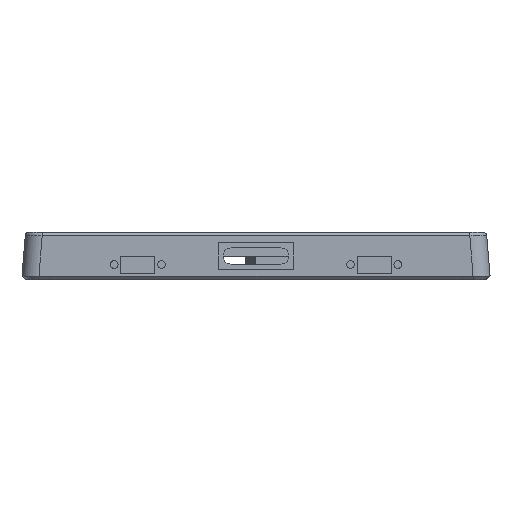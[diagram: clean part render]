
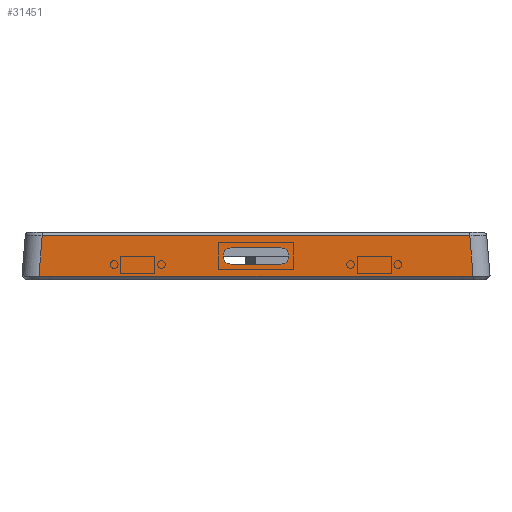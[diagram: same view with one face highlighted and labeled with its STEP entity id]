
A CAD part, left-side view. The second image highlights one B-rep face of the part: STEP entity #31451.
In plain terms, the highlighted planar face has unit normal (-1, 0, 0).
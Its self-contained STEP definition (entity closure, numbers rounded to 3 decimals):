
#335 = DIRECTION ( 'NONE',  ( 0., 1., 0. ) ) ;
#699 = CIRCLE ( 'NONE', #14405, 2.4 ) ;
#844 = AXIS2_PLACEMENT_3D ( 'NONE', #7342, #9419, #1945 ) ;
#1656 = AXIS2_PLACEMENT_3D ( 'NONE', #10365, #22434, #19751 ) ;
#1775 = VERTEX_POINT ( 'NONE', #18804 ) ;
#1945 = DIRECTION ( 'NONE',  ( 0., 1., 0. ) ) ;
#2307 = DIRECTION ( 'NONE',  ( 1., 0., 0. ) ) ;
#2454 = CARTESIAN_POINT ( 'NONE',  ( -5.38, 54.671, 1.5 ) ) ;
#2577 = LINE ( 'NONE', #4810, #20400 ) ;
#3080 = EDGE_CURVE ( 'NONE', #27107, #18915, #2577, .T. ) ;
#3452 = LINE ( 'NONE', #3603, #29961 ) ;
#3599 = VECTOR ( 'NONE', #4543, 1000. ) ;
#3603 = CARTESIAN_POINT ( 'NONE',  ( -5.38, 71.771, -0.9 ) ) ;
#3701 = ORIENTED_EDGE ( 'NONE', *, *, #23304, .F. ) ;
#3882 = EDGE_LOOP ( 'NONE', ( #20355, #28985, #9792, #12696 ) ) ;
#4241 = CARTESIAN_POINT ( 'NONE',  ( -5.38, 125.323, 7.5 ) ) ;
#4543 = DIRECTION ( 'NONE',  ( 0., 0.081, -0.997 ) ) ;
#4588 = VECTOR ( 'NONE', #14070, 1000. ) ;
#4752 = EDGE_CURVE ( 'NONE', #16674, #13044, #30087, .T. ) ;
#4778 = EDGE_CURVE ( 'NONE', #1775, #27107, #20065, .T. ) ;
#4810 = CARTESIAN_POINT ( 'NONE',  ( -5.38, 125.242, 7.5 ) ) ;
#5281 = CARTESIAN_POINT ( 'NONE',  ( -5.38, 52.271, 1.5 ) ) ;
#5995 = CARTESIAN_POINT ( 'NONE',  ( -5.38, 54.671, 3.9 ) ) ;
#6453 = DIRECTION ( 'NONE',  ( 0., 1., 0. ) ) ;
#6755 = LINE ( 'NONE', #8819, #8739 ) ;
#7342 = CARTESIAN_POINT ( 'NONE',  ( -5.38, 130.258, 8.5 ) ) ;
#8440 = ORIENTED_EDGE ( 'NONE', *, *, #10102, .T. ) ;
#8488 = CARTESIAN_POINT ( 'NONE',  ( -5.38, -1.281, 7.5 ) ) ;
#8739 = VECTOR ( 'NONE', #26145, 1000. ) ;
#8819 = CARTESIAN_POINT ( 'NONE',  ( -5.38, 71.771, 3.9 ) ) ;
#9089 = CARTESIAN_POINT ( 'NONE',  ( -5.38, 69.371, -0.9 ) ) ;
#9126 = EDGE_CURVE ( 'NONE', #27368, #16674, #20491, .T. ) ;
#9419 = DIRECTION ( 'NONE',  ( 1., 0., 0. ) ) ;
#9447 = EDGE_CURVE ( 'NONE', #12654, #13023, #699, .T. ) ;
#9566 = CARTESIAN_POINT ( 'NONE',  ( -5.38, 69.371, 1.5 ) ) ;
#9758 = DIRECTION ( 'NONE',  ( 0., 1., 0. ) ) ;
#9792 = ORIENTED_EDGE ( 'NONE', *, *, #4778, .T. ) ;
#10102 = EDGE_CURVE ( 'NONE', #30806, #12654, #29681, .T. ) ;
#10365 = CARTESIAN_POINT ( 'NONE',  ( -5.38, 54.671, 1.5 ) ) ;
#10847 = AXIS2_PLACEMENT_3D ( 'NONE', #2454, #21685, #9758 ) ;
#11963 = DIRECTION ( 'NONE',  ( 1., 0., 0. ) ) ;
#12654 = VERTEX_POINT ( 'NONE', #13934 ) ;
#12696 = ORIENTED_EDGE ( 'NONE', *, *, #3080, .T. ) ;
#13023 = VERTEX_POINT ( 'NONE', #21204 ) ;
#13044 = VERTEX_POINT ( 'NONE', #31197 ) ;
#13606 = DIRECTION ( 'NONE',  ( 0., -1., 0. ) ) ;
#13710 = ORIENTED_EDGE ( 'NONE', *, *, #9126, .T. ) ;
#13934 = CARTESIAN_POINT ( 'NONE',  ( -5.38, 71.771, 1.5 ) ) ;
#14070 = DIRECTION ( 'NONE',  ( 0., -1., 0. ) ) ;
#14405 = AXIS2_PLACEMENT_3D ( 'NONE', #9566, #11963, #335 ) ;
#14981 = AXIS2_PLACEMENT_3D ( 'NONE', #24086, #2307, #6453 ) ;
#16398 = VECTOR ( 'NONE', #29758, 1000. ) ;
#16674 = VERTEX_POINT ( 'NONE', #5281 ) ;
#17028 = VERTEX_POINT ( 'NONE', #24008 ) ;
#17716 = EDGE_CURVE ( 'NONE', #30806, #13044, #3452, .T. ) ;
#17787 = EDGE_CURVE ( 'NONE', #17028, #1775, #19011, .T. ) ;
#18804 = CARTESIAN_POINT ( 'NONE',  ( -5.38, -2.256, -4.5 ) ) ;
#18915 = VERTEX_POINT ( 'NONE', #4241 ) ;
#19011 = LINE ( 'NONE', #31373, #4588 ) ;
#19751 = DIRECTION ( 'NONE',  ( 0., 1., 0. ) ) ;
#20065 = LINE ( 'NONE', #30477, #16398 ) ;
#20355 = ORIENTED_EDGE ( 'NONE', *, *, #21937, .T. ) ;
#20400 = VECTOR ( 'NONE', #22273, 1000. ) ;
#20491 = CIRCLE ( 'NONE', #10847, 2.4 ) ;
#20608 = EDGE_LOOP ( 'NONE', ( #25509, #8440, #24164, #3701, #13710, #24015 ) ) ;
#21204 = CARTESIAN_POINT ( 'NONE',  ( -5.38, 69.371, 3.9 ) ) ;
#21497 = PLANE ( 'NONE',  #844 ) ;
#21685 = DIRECTION ( 'NONE',  ( 1., 0., 0. ) ) ;
#21937 = EDGE_CURVE ( 'NONE', #18915, #17028, #23938, .T. ) ;
#22273 = DIRECTION ( 'NONE',  ( 0., 1., 0. ) ) ;
#22434 = DIRECTION ( 'NONE',  ( 1., 0., 0. ) ) ;
#23304 = EDGE_CURVE ( 'NONE', #27368, #13023, #6755, .T. ) ;
#23938 = LINE ( 'NONE', #28714, #3599 ) ;
#24008 = CARTESIAN_POINT ( 'NONE',  ( -5.38, 126.298, -4.5 ) ) ;
#24015 = ORIENTED_EDGE ( 'NONE', *, *, #4752, .T. ) ;
#24086 = CARTESIAN_POINT ( 'NONE',  ( -5.38, 69.371, 1.5 ) ) ;
#24164 = ORIENTED_EDGE ( 'NONE', *, *, #9447, .T. ) ;
#25509 = ORIENTED_EDGE ( 'NONE', *, *, #17716, .F. ) ;
#26145 = DIRECTION ( 'NONE',  ( 0., 1., 0. ) ) ;
#26417 = FACE_OUTER_BOUND ( 'NONE', #3882, .T. ) ;
#27107 = VERTEX_POINT ( 'NONE', #8488 ) ;
#27368 = VERTEX_POINT ( 'NONE', #5995 ) ;
#28714 = CARTESIAN_POINT ( 'NONE',  ( -5.38, 126.412, -5.905 ) ) ;
#28985 = ORIENTED_EDGE ( 'NONE', *, *, #17787, .T. ) ;
#29681 = CIRCLE ( 'NONE', #14981, 2.4 ) ;
#29758 = DIRECTION ( 'NONE',  ( 0., 0.081, 0.997 ) ) ;
#29961 = VECTOR ( 'NONE', #13606, 1000. ) ;
#30087 = CIRCLE ( 'NONE', #1656, 2.4 ) ;
#30477 = CARTESIAN_POINT ( 'NONE',  ( -5.38, -1.233, 8.095 ) ) ;
#30806 = VERTEX_POINT ( 'NONE', #9089 ) ;
#31180 = FACE_BOUND ( 'NONE', #20608, .T. ) ;
#31197 = CARTESIAN_POINT ( 'NONE',  ( -5.38, 54.671, -0.9 ) ) ;
#31373 = CARTESIAN_POINT ( 'NONE',  ( -5.38, 130.258, -4.5 ) ) ;
#31451 = ADVANCED_FACE ( 'NONE', ( #31180, #26417 ), #21497, .F. ) ;
